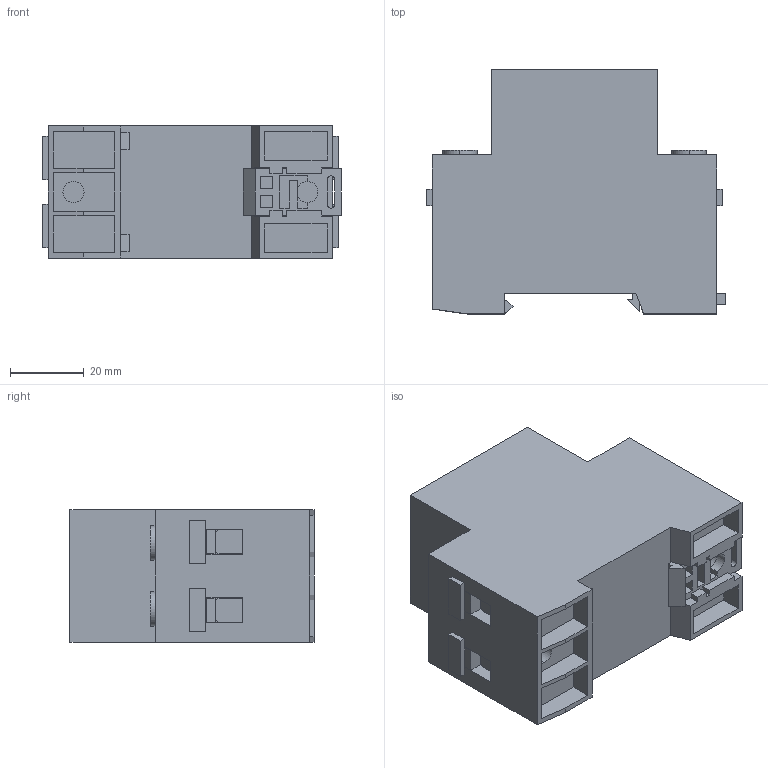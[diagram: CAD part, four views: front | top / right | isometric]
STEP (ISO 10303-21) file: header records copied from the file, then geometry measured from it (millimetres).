
FILE_DESCRIPTION (( 'STEP AP203' ), '1' );
FILE_NAME ('RV-32A.ÃÌ Ðåëå íàïðÿæåíèÿ (ñêâîçíîå ïîäêë.) RV-32A EKF PROxima.STEP', '2024-08-08T05:12:37', ( '' ), ( '' ), 'SwSTEP 2.0', 'SolidWorks 2021', '' );
FILE_SCHEMA (( 'CONFIG_CONTROL_DESIGN' ));
Length unit declared in the file: millimetre
Products named in the file (1): RV-32A.ÃÌ Ðåëå íàïðÿæåíèÿ (ñêâîçíîå ïîäêë.) RV-32A EKF PROxima
Bounding box: 80.75 x 66 x 35.75 mm (x, y, z)
Volume: 139979.9 mm3; surface area: 27756.6 mm2
Topology: 18 solids, 18 shells, 386 faces, 974 edges, 648 vertices
Faces by surface type: plane 330, cylinder 56
Entity records: 11537 total; most frequent: CARTESIAN_POINT 2009, ORIENTED_EDGE 1948, DIRECTION 1884, EDGE_CURVE 974, LINE 838, VECTOR 838, VERTEX_POINT 648, AXIS2_PLACEMENT_3D 523
